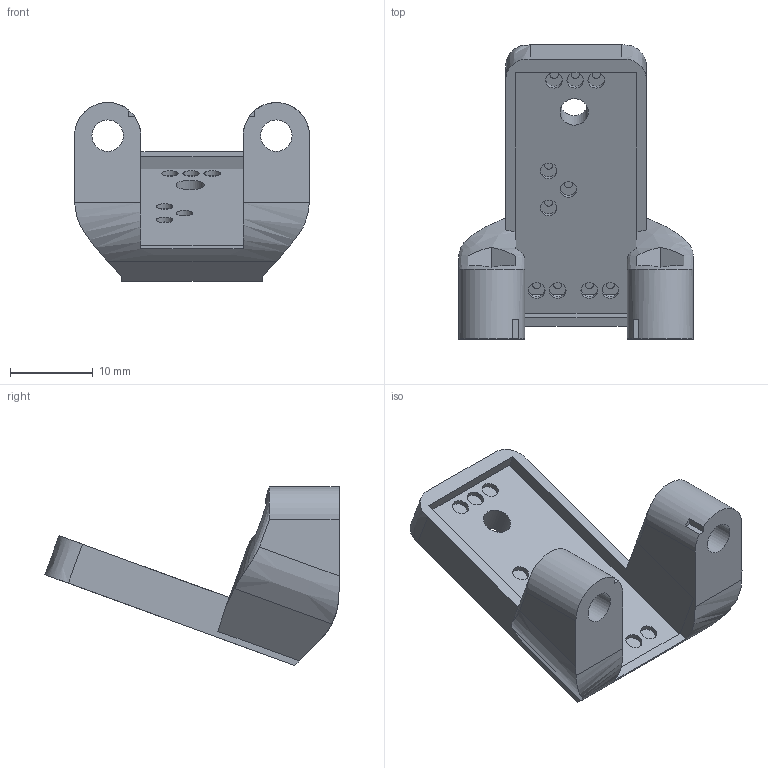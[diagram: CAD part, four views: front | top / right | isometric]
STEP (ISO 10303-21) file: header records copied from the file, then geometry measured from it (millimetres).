
FILE_DESCRIPTION(/* description */ (''),/* implementation_level */ '2;1');
FILE_NAME(/* name */ 'Enclosure-Body.step',/* time_stamp */ '2025-06-05T01:39:20+02:00',/* author */ (''),/* organization */ (''),/* preprocessor_version */ 'ST-DEVELOPER v20.1',/* originating_system */ 'Autodesk Translation Framework v14.10.0.0',/* authorisation */ '');
FILE_SCHEMA (('AUTOMOTIVE_DESIGN { 1 0 10303 214 3 1 1 }'));
Length unit declared in the file: millimetre
Products named in the file (1): Enclosure-Body
Bounding box: 28.36 x 35.51 x 21.61 mm (x, y, z)
Volume: 4140.4 mm3; surface area: 3358.5 mm2
Topology: 1 solids, 1 shells, 84 faces, 202 edges, 132 vertices
Faces by surface type: plane 52, cylinder 15, cone 10, bspline 7
Full cylindrical faces by diameter (mm): 2 x10, 3.4 x1, 3.8 x2
Entity records: 2848 total; most frequent: CARTESIAN_POINT 897, ORIENTED_EDGE 404, DIRECTION 362, EDGE_CURVE 202, VERTEX_POINT 132, AXIS2_PLACEMENT_3D 122, LINE 118, VECTOR 118
